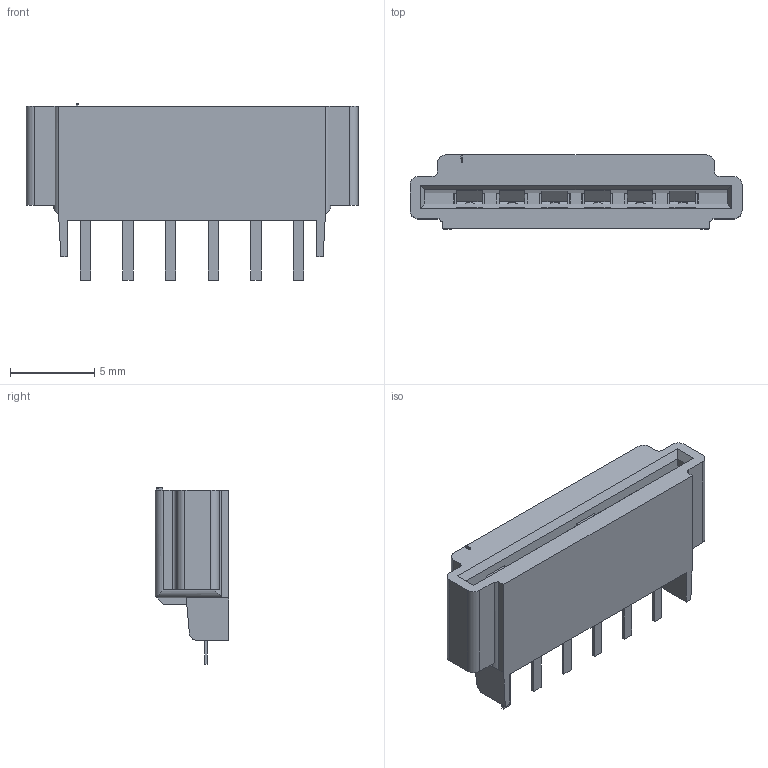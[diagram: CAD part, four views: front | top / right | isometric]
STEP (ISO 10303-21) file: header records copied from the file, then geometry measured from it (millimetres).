
FILE_DESCRIPTION((''),'2;1');
FILE_NAME('C-5-520315-6','2019-02-27T04:17:30',('workeradm'),('TE Connectivity Ltd.'),'CREO PARAMETRIC BY PTC INC, 2018190','CREO PARAMETRIC BY PTC INC, 2018190','');
FILE_SCHEMA(('AUTOMOTIVE_DESIGN { 1 0 10303 214 1 1 1 1 }'));
Length unit declared in the file: millimetre
Products named in the file (1): C-5-520315-6
Bounding box: 19.76 x 4.39 x 10.49 mm (x, y, z)
Volume: 469.4 mm3; surface area: 777.8 mm2
Topology: 1 solids, 1 shells, 239 faces, 641 edges, 430 vertices
Faces by surface type: plane 189, cylinder 32, bspline 6, torus 6, cone 6
Entity records: 8255 total; most frequent: CARTESIAN_POINT 2214, ORIENTED_EDGE 1282, DIRECTION 1121, EDGE_CURVE 641, VECTOR 531, LINE 531, VERTEX_POINT 430, AXIS2_PLACEMENT_3D 295
